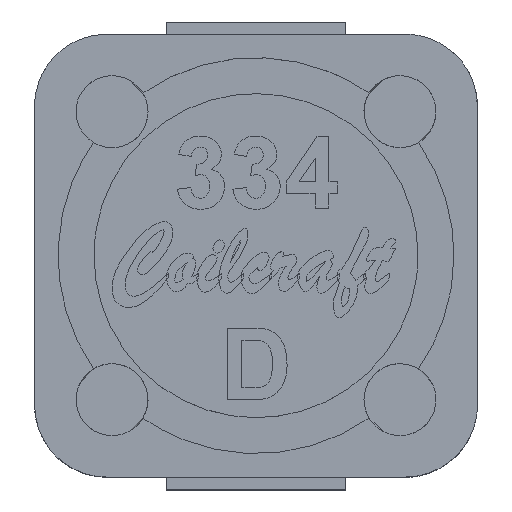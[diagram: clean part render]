
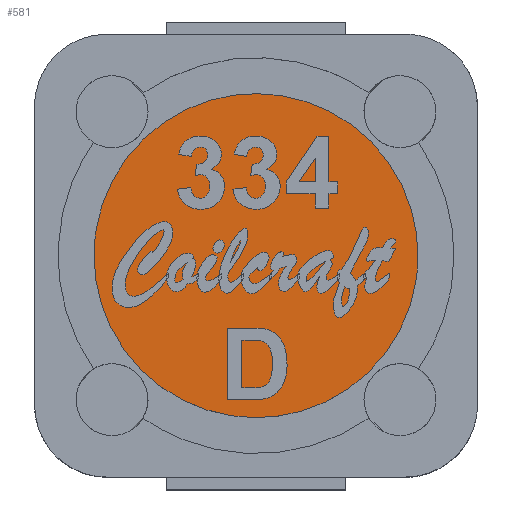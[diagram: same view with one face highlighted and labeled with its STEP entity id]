
A CAD part, top view. The second image highlights one B-rep face of the part: STEP entity #581.
In plain terms, the highlighted planar face has unit normal (0, 0, 1).
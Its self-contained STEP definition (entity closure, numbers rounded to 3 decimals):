
#23=(
BOUNDED_CURVE()
B_SPLINE_CURVE(2,(#9050,#9051,#9052,#9053,#9054),.UNSPECIFIED.,.F.,.F.)
B_SPLINE_CURVE_WITH_KNOTS((3,2,3),(34.558,41.626,48.695),
 .UNSPECIFIED.)
CURVE()
GEOMETRIC_REPRESENTATION_ITEM()
RATIONAL_B_SPLINE_CURVE((1.,0.707,1.,0.707,1.))
REPRESENTATION_ITEM('')
);
#64=(
BOUNDED_CURVE()
B_SPLINE_CURVE(2,(#9190,#9191,#9192,#9193,#9194),.UNSPECIFIED.,.F.,.F.)
B_SPLINE_CURVE_WITH_KNOTS((3,2,3),(48.695,55.763,62.832),
 .UNSPECIFIED.)
CURVE()
GEOMETRIC_REPRESENTATION_ITEM()
RATIONAL_B_SPLINE_CURVE((1.,0.707,1.,0.707,1.))
REPRESENTATION_ITEM('')
);
#581=ADVANCED_FACE('',(#788),#3419,.T.);
#788=FACE_OUTER_BOUND('',#1009,.T.);
#1009=EDGE_LOOP('',(#1927,#1928));
#1927=ORIENTED_EDGE('',*,*,#2482,.T.);
#1928=ORIENTED_EDGE('',*,*,#2523,.T.);
#2482=EDGE_CURVE('',#3309,#3334,#23,.T.);
#2523=EDGE_CURVE('',#3334,#3309,#64,.T.);
#3309=VERTEX_POINT('',#8900);
#3334=VERTEX_POINT('',#8925);
#3419=PLANE('',#3627);
#3627=AXIS2_PLACEMENT_3D('',#8788,#3707,$);
#3707=DIRECTION('',(0.,0.,1.));
#8788=CARTESIAN_POINT('',(-6.15,-6.15,6.03));
#8900=CARTESIAN_POINT('',(4.5,0.,6.03));
#8925=CARTESIAN_POINT('',(-4.5,0.,6.03));
#9050=CARTESIAN_POINT('',(4.5,0.,6.03));
#9051=CARTESIAN_POINT('',(4.5,4.5,6.03));
#9052=CARTESIAN_POINT('',(0.,4.5,6.03));
#9053=CARTESIAN_POINT('',(-4.5,4.5,6.03));
#9054=CARTESIAN_POINT('',(-4.5,0.,6.03));
#9190=CARTESIAN_POINT('',(-4.5,0.,6.03));
#9191=CARTESIAN_POINT('',(-4.5,-4.5,6.03));
#9192=CARTESIAN_POINT('',(0.,-4.5,6.03));
#9193=CARTESIAN_POINT('',(4.5,-4.5,6.03));
#9194=CARTESIAN_POINT('',(4.5,0.,6.03));
